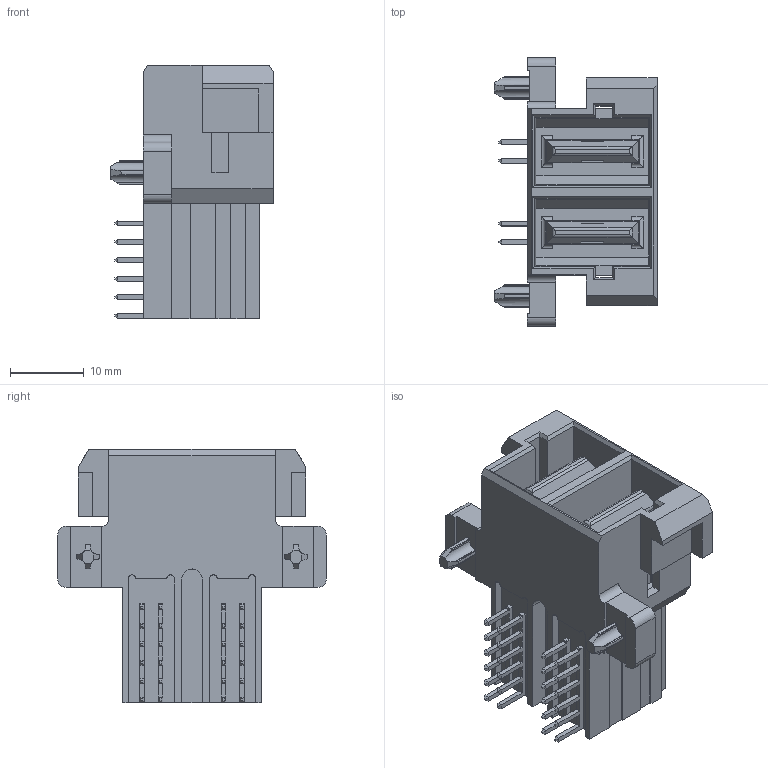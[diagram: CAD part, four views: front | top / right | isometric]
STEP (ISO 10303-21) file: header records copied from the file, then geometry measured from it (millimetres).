
FILE_DESCRIPTION((''),'2;1');
FILE_NAME('1510350002','2020-07-21T',('gga'),(''),'PRO/ENGINEER BY PARAMETRIC TECHNOLOGY CORPORATION, 2016010','PRO/ENGINEER BY PARAMETRIC TECHNOLOGY CORPORATION, 2016010','');
FILE_SCHEMA(('CONFIG_CONTROL_DESIGN'));
Length unit declared in the file: millimetre
Products named in the file (1): 1510350002
Bounding box: 22.06 x 36.4 x 34.37 mm (x, y, z)
Volume: 8132.1 mm3; surface area: 8723.3 mm2
Topology: 1 solids, 1 shells, 614 faces, 1726 edges, 1122 vertices
Faces by surface type: plane 486, cylinder 128
Entity records: 19738 total; most frequent: CARTESIAN_POINT 3886, ORIENTED_EDGE 3348, DIRECTION 3100, EDGE_CURVE 1674, VECTOR 1414, LINE 1414, VERTEX_POINT 1070, AXIS2_PLACEMENT_3D 843
